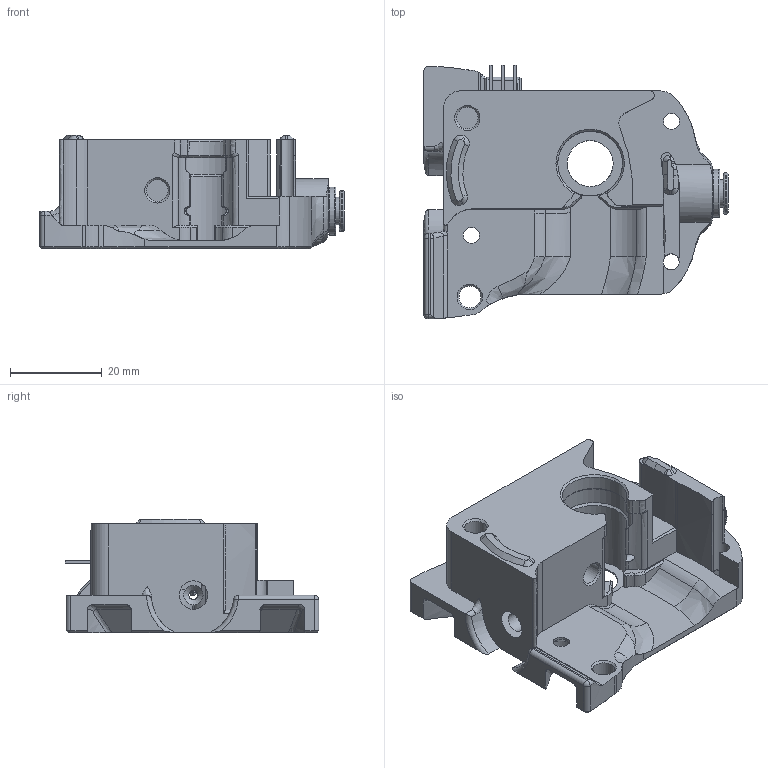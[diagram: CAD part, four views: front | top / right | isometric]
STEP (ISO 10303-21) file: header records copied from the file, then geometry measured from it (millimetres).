
FILE_DESCRIPTION(/* description */ (''),/* implementation_level */ '2;1');
FILE_NAME(/* name */ 'Galileo_PressFitM&10_IR v51.step',/* time_stamp */ '2021-02-17T21:50:29+01:00',/* author */ (''),/* organization */ (''),/* preprocessor_version */ 'ST-DEVELOPER v18.1',/* originating_system */ 'Autodesk Translation Framework v9.7.1.1290',/* authorisation */ '');
FILE_SCHEMA (('AUTOMOTIVE_DESIGN { 1 0 10303 214 3 1 1 }'));
Length unit declared in the file: millimetre
Products named in the file (15): Galileo_PressFitM&10_IR; Galileo Body-1^Galileo Body_Galileo Clockwork_1_Galileo_Clockwork_v1; M3 Threaded Insert; M3 Threaded Insert (1)^VORON Clockwork_X Carriage; CartShell; M3x8SHCS; M3x16 SHCS (2)^Fan Assembly (1)_X Carriage; Lever; Magnet6x3; TL_IR_Sensor; PTFE_Fit; EASUN ECAS04 v3; Main body; Release clip; Seal
Assembly tree (15 placements, depth 4):
  Galileo_PressFitM&10_IR
    Galileo Body-1^Galileo Body_Galileo Clockwork_1_Galileo_Clockwork_v1
    M3 Threaded Insert
      M3 Threaded Insert (1)^VORON Clockwork_X Carriage
    CartShell
      Magnet6x3
    M3x8SHCS
      M3x16 SHCS (2)^Fan Assembly (1)_X Carriage
    Lever
      Magnet6x3
    TL_IR_Sensor
    PTFE_Fit
      EASUN ECAS04 v3
        Main body
        Release clip
        Seal
Bounding box: 66.22 x 55.25 x 24.7 mm (x, y, z)
Volume: 29032.7 mm3; surface area: 17859.2 mm2
Topology: 11 solids, 11 shells, 794 faces, 2020 edges, 1268 vertices
Faces by surface type: plane 352, cylinder 165, bspline 154, cone 101, torus 18, sphere 4
Full cylindrical faces by diameter (mm): 1.8 x1, 1.9 x2, 2 x3, 2.1 x5, 2.15 x1, 2.9 x1, 3 x1, 3.5 x4, 4 x3, 4.2 x3, 4.25 x1, 4.6 x1, 4.7 x6, 5.5 x1, 5.6 x1, 6 x8, 8 x3, 8.47 x1, 8.5 x1, 9 x1, 10 x1, 10.45 x1, 14.1 x1
Entity records: 29669 total; most frequent: CARTESIAN_POINT 10706, ORIENTED_EDGE 4026, DIRECTION 3666, EDGE_CURVE 2013, AXIS2_PLACEMENT_3D 1316, VERTEX_POINT 1264, LINE 1034, VECTOR 1034
